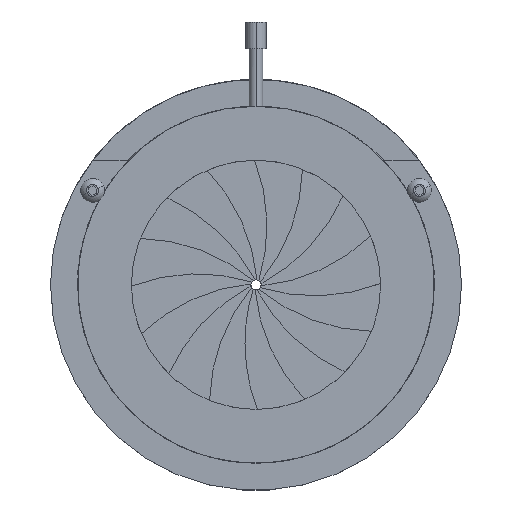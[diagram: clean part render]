
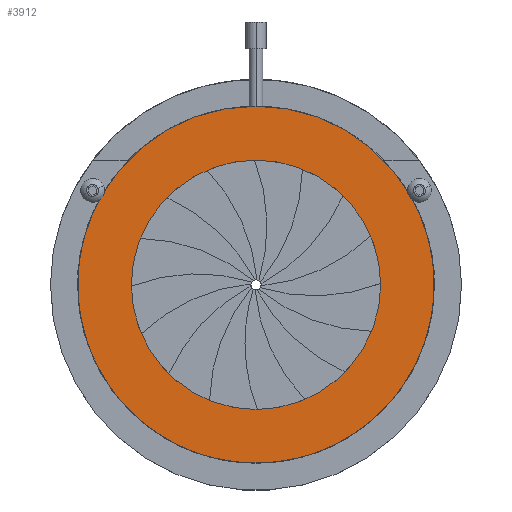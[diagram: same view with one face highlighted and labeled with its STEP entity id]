
A CAD part, top view. The second image highlights one B-rep face of the part: STEP entity #3912.
In plain terms, the highlighted planar face has unit normal (0, 0, 1).
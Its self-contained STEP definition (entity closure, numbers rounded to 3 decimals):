
#51 = EDGE_CURVE ( 'NONE', #5681, #4102, #3228, .T. ) ;
#204 = PLANE ( 'NONE',  #1015 ) ;
#244 = DIRECTION ( 'NONE',  ( 0., 0., 1. ) ) ;
#408 = CARTESIAN_POINT ( 'NONE',  ( -26.5, 0., 7. ) ) ;
#638 = ORIENTED_EDGE ( 'NONE', *, *, #4948, .T. ) ;
#794 = CARTESIAN_POINT ( 'NONE',  ( 18.5, 0., 7. ) ) ;
#1015 = AXIS2_PLACEMENT_3D ( 'NONE', #3417, #244, #4770 ) ;
#1174 = CARTESIAN_POINT ( 'NONE',  ( 0., 0., 7. ) ) ;
#1196 = FACE_OUTER_BOUND ( 'NONE', #2778, .T. ) ;
#1321 = CARTESIAN_POINT ( 'NONE',  ( 0., 0., 7. ) ) ;
#1469 = ORIENTED_EDGE ( 'NONE', *, *, #51, .T. ) ;
#1474 = CIRCLE ( 'NONE', #5049, 26.5 ) ;
#1608 = AXIS2_PLACEMENT_3D ( 'NONE', #1321, #4009, #5426 ) ;
#1708 = CARTESIAN_POINT ( 'NONE',  ( -18.5, 0., 7. ) ) ;
#1895 = DIRECTION ( 'NONE',  ( 0., 0., -1. ) ) ;
#2303 = EDGE_CURVE ( 'NONE', #4102, #5681, #1474, .T. ) ;
#2726 = ORIENTED_EDGE ( 'NONE', *, *, #2303, .T. ) ;
#2778 = EDGE_LOOP ( 'NONE', ( #1469, #2726 ) ) ;
#2863 = VERTEX_POINT ( 'NONE', #1708 ) ;
#2918 = DIRECTION ( 'NONE',  ( -1., 0., 0. ) ) ;
#3046 = EDGE_LOOP ( 'NONE', ( #638, #4745 ) ) ;
#3228 = CIRCLE ( 'NONE', #3564, 26.5 ) ;
#3417 = CARTESIAN_POINT ( 'NONE',  ( 0., 0., 7. ) ) ;
#3444 = DIRECTION ( 'NONE',  ( 0., 0., 1. ) ) ;
#3564 = AXIS2_PLACEMENT_3D ( 'NONE', #1174, #3444, #2918 ) ;
#3742 = DIRECTION ( 'NONE',  ( -1., 0., 0. ) ) ;
#3912 = ADVANCED_FACE ( 'NONE', ( #1196, #4542 ), #204, .T. ) ;
#3992 = CARTESIAN_POINT ( 'NONE',  ( 26.5, 0., 7. ) ) ;
#4009 = DIRECTION ( 'NONE',  ( 0., 0., -1. ) ) ;
#4065 = CARTESIAN_POINT ( 'NONE',  ( 0., 0., 7. ) ) ;
#4102 = VERTEX_POINT ( 'NONE', #3992 ) ;
#4110 = AXIS2_PLACEMENT_3D ( 'NONE', #4065, #1895, #4624 ) ;
#4213 = DIRECTION ( 'NONE',  ( 0., 0., 1. ) ) ;
#4542 = FACE_BOUND ( 'NONE', #3046, .T. ) ;
#4588 = EDGE_CURVE ( 'NONE', #2863, #4966, #4690, .T. ) ;
#4624 = DIRECTION ( 'NONE',  ( 1., 0., 0. ) ) ;
#4684 = CARTESIAN_POINT ( 'NONE',  ( 0., 0., 7. ) ) ;
#4690 = CIRCLE ( 'NONE', #1608, 18.5 ) ;
#4745 = ORIENTED_EDGE ( 'NONE', *, *, #4588, .T. ) ;
#4770 = DIRECTION ( 'NONE',  ( 1., 0., 0. ) ) ;
#4948 = EDGE_CURVE ( 'NONE', #4966, #2863, #4960, .T. ) ;
#4960 = CIRCLE ( 'NONE', #4110, 18.5 ) ;
#4966 = VERTEX_POINT ( 'NONE', #794 ) ;
#5049 = AXIS2_PLACEMENT_3D ( 'NONE', #4684, #4213, #3742 ) ;
#5426 = DIRECTION ( 'NONE',  ( 1., 0., 0. ) ) ;
#5681 = VERTEX_POINT ( 'NONE', #408 ) ;
